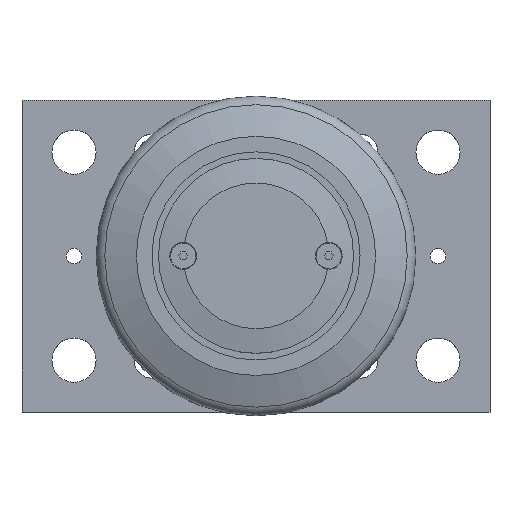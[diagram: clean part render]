
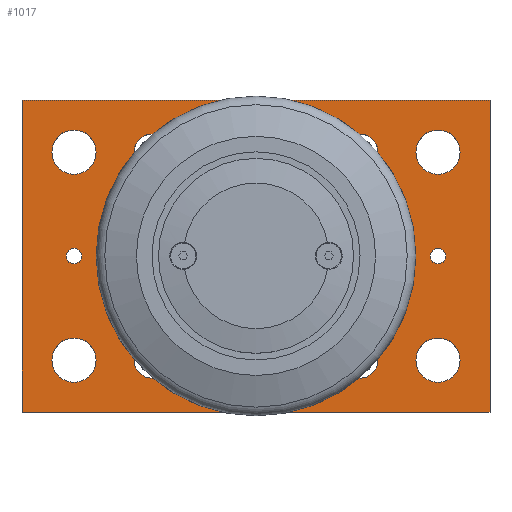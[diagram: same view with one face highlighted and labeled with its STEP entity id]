
A CAD part, top view. The second image highlights one B-rep face of the part: STEP entity #1017.
In plain terms, the highlighted planar face has unit normal (0, 0, 1).
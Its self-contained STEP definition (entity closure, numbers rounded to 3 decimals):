
#51=FACE_BOUND('',#232,.T.);
#52=FACE_BOUND('',#233,.T.);
#53=FACE_BOUND('',#234,.T.);
#54=FACE_BOUND('',#235,.T.);
#55=FACE_BOUND('',#236,.T.);
#56=FACE_BOUND('',#237,.T.);
#57=FACE_BOUND('',#238,.T.);
#58=FACE_BOUND('',#239,.T.);
#59=FACE_BOUND('',#240,.T.);
#60=FACE_BOUND('',#241,.T.);
#61=FACE_BOUND('',#242,.T.);
#116=CIRCLE('',#1133,39.5);
#117=CIRCLE('',#1135,3.);
#118=CIRCLE('',#1136,3.);
#119=CIRCLE('',#1137,8.5);
#120=CIRCLE('',#1138,8.5);
#121=CIRCLE('',#1139,8.5);
#122=CIRCLE('',#1140,8.5);
#123=CIRCLE('',#1141,6.918);
#124=CIRCLE('',#1142,6.918);
#125=CIRCLE('',#1143,6.918);
#126=CIRCLE('',#1144,6.918);
#127=CIRCLE('',#1145,6.918);
#128=CIRCLE('',#1146,6.918);
#129=CIRCLE('',#1147,6.918);
#130=CIRCLE('',#1148,6.918);
#172=FACE_OUTER_BOUND('',#231,.T.);
#231=EDGE_LOOP('',(#824,#825,#826,#827));
#232=EDGE_LOOP('',(#828));
#233=EDGE_LOOP('',(#829));
#234=EDGE_LOOP('',(#830));
#235=EDGE_LOOP('',(#831));
#236=EDGE_LOOP('',(#832));
#237=EDGE_LOOP('',(#833));
#238=EDGE_LOOP('',(#834));
#239=EDGE_LOOP('',(#835,#836));
#240=EDGE_LOOP('',(#837,#838));
#241=EDGE_LOOP('',(#839,#840));
#242=EDGE_LOOP('',(#841,#842));
#309=LINE('',#1738,#381);
#310=LINE('',#1740,#382);
#311=LINE('',#1742,#383);
#312=LINE('',#1743,#384);
#381=VECTOR('',#1364,10.);
#382=VECTOR('',#1365,10.);
#383=VECTOR('',#1366,10.);
#384=VECTOR('',#1367,10.);
#476=VERTEX_POINT('',#1732);
#477=VERTEX_POINT('',#1736);
#478=VERTEX_POINT('',#1737);
#479=VERTEX_POINT('',#1739);
#480=VERTEX_POINT('',#1741);
#481=VERTEX_POINT('',#1744);
#482=VERTEX_POINT('',#1746);
#483=VERTEX_POINT('',#1748);
#484=VERTEX_POINT('',#1750);
#485=VERTEX_POINT('',#1752);
#486=VERTEX_POINT('',#1754);
#487=VERTEX_POINT('',#1756);
#488=VERTEX_POINT('',#1757);
#489=VERTEX_POINT('',#1760);
#490=VERTEX_POINT('',#1761);
#491=VERTEX_POINT('',#1764);
#492=VERTEX_POINT('',#1765);
#493=VERTEX_POINT('',#1768);
#494=VERTEX_POINT('',#1769);
#601=EDGE_CURVE('',#476,#476,#116,.T.);
#602=EDGE_CURVE('',#477,#478,#309,.T.);
#603=EDGE_CURVE('',#479,#477,#310,.T.);
#604=EDGE_CURVE('',#480,#479,#311,.T.);
#605=EDGE_CURVE('',#478,#480,#312,.T.);
#606=EDGE_CURVE('',#481,#481,#117,.T.);
#607=EDGE_CURVE('',#482,#482,#118,.T.);
#608=EDGE_CURVE('',#483,#483,#119,.T.);
#609=EDGE_CURVE('',#484,#484,#120,.T.);
#610=EDGE_CURVE('',#485,#485,#121,.T.);
#611=EDGE_CURVE('',#486,#486,#122,.T.);
#612=EDGE_CURVE('',#487,#488,#123,.T.);
#613=EDGE_CURVE('',#488,#487,#124,.T.);
#614=EDGE_CURVE('',#489,#490,#125,.T.);
#615=EDGE_CURVE('',#490,#489,#126,.T.);
#616=EDGE_CURVE('',#491,#492,#127,.T.);
#617=EDGE_CURVE('',#492,#491,#128,.T.);
#618=EDGE_CURVE('',#493,#494,#129,.T.);
#619=EDGE_CURVE('',#494,#493,#130,.T.);
#824=ORIENTED_EDGE('',*,*,#602,.F.);
#825=ORIENTED_EDGE('',*,*,#603,.F.);
#826=ORIENTED_EDGE('',*,*,#604,.F.);
#827=ORIENTED_EDGE('',*,*,#605,.F.);
#828=ORIENTED_EDGE('',*,*,#601,.T.);
#829=ORIENTED_EDGE('',*,*,#606,.T.);
#830=ORIENTED_EDGE('',*,*,#607,.T.);
#831=ORIENTED_EDGE('',*,*,#608,.T.);
#832=ORIENTED_EDGE('',*,*,#609,.T.);
#833=ORIENTED_EDGE('',*,*,#610,.T.);
#834=ORIENTED_EDGE('',*,*,#611,.T.);
#835=ORIENTED_EDGE('',*,*,#612,.T.);
#836=ORIENTED_EDGE('',*,*,#613,.T.);
#837=ORIENTED_EDGE('',*,*,#614,.T.);
#838=ORIENTED_EDGE('',*,*,#615,.T.);
#839=ORIENTED_EDGE('',*,*,#616,.T.);
#840=ORIENTED_EDGE('',*,*,#617,.T.);
#841=ORIENTED_EDGE('',*,*,#618,.T.);
#842=ORIENTED_EDGE('',*,*,#619,.T.);
#974=PLANE('',#1134);
#1017=ADVANCED_FACE('',(#172,#51,#52,#53,#54,#55,#56,#57,#58,#59,#60,#61),
#974,.T.);
#1133=AXIS2_PLACEMENT_3D('',#1734,#1360,#1361);
#1134=AXIS2_PLACEMENT_3D('',#1735,#1362,#1363);
#1135=AXIS2_PLACEMENT_3D('',#1745,#1368,#1369);
#1136=AXIS2_PLACEMENT_3D('',#1747,#1370,#1371);
#1137=AXIS2_PLACEMENT_3D('',#1749,#1372,#1373);
#1138=AXIS2_PLACEMENT_3D('',#1751,#1374,#1375);
#1139=AXIS2_PLACEMENT_3D('',#1753,#1376,#1377);
#1140=AXIS2_PLACEMENT_3D('',#1755,#1378,#1379);
#1141=AXIS2_PLACEMENT_3D('',#1758,#1380,#1381);
#1142=AXIS2_PLACEMENT_3D('',#1759,#1382,#1383);
#1143=AXIS2_PLACEMENT_3D('',#1762,#1384,#1385);
#1144=AXIS2_PLACEMENT_3D('',#1763,#1386,#1387);
#1145=AXIS2_PLACEMENT_3D('',#1766,#1388,#1389);
#1146=AXIS2_PLACEMENT_3D('',#1767,#1390,#1391);
#1147=AXIS2_PLACEMENT_3D('',#1770,#1392,#1393);
#1148=AXIS2_PLACEMENT_3D('',#1771,#1394,#1395);
#1360=DIRECTION('center_axis',(0.,0.,-1.));
#1361=DIRECTION('ref_axis',(-1.,0.,0.));
#1362=DIRECTION('center_axis',(0.,0.,1.));
#1363=DIRECTION('ref_axis',(1.,0.,0.));
#1364=DIRECTION('',(0.,1.,0.));
#1365=DIRECTION('',(-1.,0.,0.));
#1366=DIRECTION('',(0.,-1.,0.));
#1367=DIRECTION('',(1.,0.,0.));
#1368=DIRECTION('center_axis',(0.,0.,-1.));
#1369=DIRECTION('ref_axis',(-1.,0.,0.));
#1370=DIRECTION('center_axis',(0.,0.,-1.));
#1371=DIRECTION('ref_axis',(-1.,0.,0.));
#1372=DIRECTION('center_axis',(0.,0.,-1.));
#1373=DIRECTION('ref_axis',(-1.,0.,0.));
#1374=DIRECTION('center_axis',(0.,0.,-1.));
#1375=DIRECTION('ref_axis',(-1.,0.,0.));
#1376=DIRECTION('center_axis',(0.,0.,-1.));
#1377=DIRECTION('ref_axis',(-1.,0.,0.));
#1378=DIRECTION('center_axis',(0.,0.,-1.));
#1379=DIRECTION('ref_axis',(-1.,0.,0.));
#1380=DIRECTION('center_axis',(0.,0.,-1.));
#1381=DIRECTION('ref_axis',(1.,0.,0.));
#1382=DIRECTION('center_axis',(0.,0.,-1.));
#1383=DIRECTION('ref_axis',(1.,0.,0.));
#1384=DIRECTION('center_axis',(0.,0.,-1.));
#1385=DIRECTION('ref_axis',(1.,0.,0.));
#1386=DIRECTION('center_axis',(0.,0.,-1.));
#1387=DIRECTION('ref_axis',(1.,0.,0.));
#1388=DIRECTION('center_axis',(0.,0.,-1.));
#1389=DIRECTION('ref_axis',(1.,0.,0.));
#1390=DIRECTION('center_axis',(0.,0.,-1.));
#1391=DIRECTION('ref_axis',(1.,0.,0.));
#1392=DIRECTION('center_axis',(0.,0.,-1.));
#1393=DIRECTION('ref_axis',(1.,0.,0.));
#1394=DIRECTION('center_axis',(0.,0.,-1.));
#1395=DIRECTION('ref_axis',(1.,0.,0.));
#1732=CARTESIAN_POINT('',(129.5,60.,20.));
#1734=CARTESIAN_POINT('Origin',(90.,60.,20.));
#1735=CARTESIAN_POINT('Origin',(90.,60.,20.));
#1736=CARTESIAN_POINT('',(0.,0.,20.));
#1737=CARTESIAN_POINT('',(0.,120.,20.));
#1738=CARTESIAN_POINT('',(0.,120.,20.));
#1739=CARTESIAN_POINT('',(180.,0.,20.));
#1740=CARTESIAN_POINT('',(0.,0.,20.));
#1741=CARTESIAN_POINT('',(180.,120.,20.));
#1742=CARTESIAN_POINT('',(180.,0.,20.));
#1743=CARTESIAN_POINT('',(180.,120.,20.));
#1744=CARTESIAN_POINT('',(23.,60.,20.));
#1745=CARTESIAN_POINT('Origin',(20.,60.,20.));
#1746=CARTESIAN_POINT('',(163.,60.,20.));
#1747=CARTESIAN_POINT('Origin',(160.,60.,20.));
#1748=CARTESIAN_POINT('',(168.5,100.,20.));
#1749=CARTESIAN_POINT('Origin',(160.,100.,20.));
#1750=CARTESIAN_POINT('',(168.5,20.,20.));
#1751=CARTESIAN_POINT('Origin',(160.,20.,20.));
#1752=CARTESIAN_POINT('',(28.5,100.,20.));
#1753=CARTESIAN_POINT('Origin',(20.,100.,20.));
#1754=CARTESIAN_POINT('',(28.5,20.,20.));
#1755=CARTESIAN_POINT('Origin',(20.,20.,20.));
#1756=CARTESIAN_POINT('',(56.918,100.,20.));
#1757=CARTESIAN_POINT('',(43.083,100.,20.));
#1758=CARTESIAN_POINT('Origin',(50.,100.,20.));
#1759=CARTESIAN_POINT('Origin',(50.,100.,20.));
#1760=CARTESIAN_POINT('',(136.918,100.,20.));
#1761=CARTESIAN_POINT('',(123.083,100.,20.));
#1762=CARTESIAN_POINT('Origin',(130.,100.,20.));
#1763=CARTESIAN_POINT('Origin',(130.,100.,20.));
#1764=CARTESIAN_POINT('',(136.918,20.,20.));
#1765=CARTESIAN_POINT('',(123.083,20.,20.));
#1766=CARTESIAN_POINT('Origin',(130.,20.,20.));
#1767=CARTESIAN_POINT('Origin',(130.,20.,20.));
#1768=CARTESIAN_POINT('',(56.918,20.,20.));
#1769=CARTESIAN_POINT('',(43.083,20.,20.));
#1770=CARTESIAN_POINT('Origin',(50.,20.,20.));
#1771=CARTESIAN_POINT('Origin',(50.,20.,20.));
